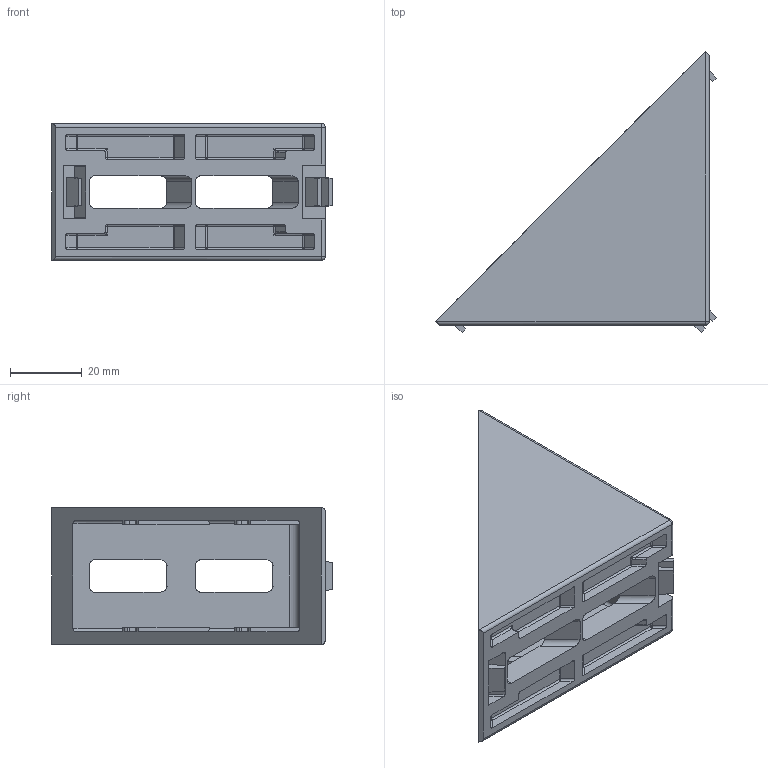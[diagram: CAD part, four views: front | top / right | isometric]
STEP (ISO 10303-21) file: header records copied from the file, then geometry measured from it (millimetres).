
FILE_DESCRIPTION (( 'STEP AP214' ), '1' );
FILE_NAME ('093w802n08r.STEP', '2014-08-20T13:36:49', ( '' ), ( '' ), 'SwSTEP 2.0', 'SolidWorks 2014', '' );
FILE_SCHEMA (( 'AUTOMOTIVE_DESIGN' ));
Length unit declared in the file: millimetre
Products named in the file (1): 093w802n08r
Bounding box: 78.04 x 78.04 x 38 mm (x, y, z)
Volume: 40725.1 mm3; surface area: 22938.6 mm2
Topology: 1 solids, 1 shells, 345 faces, 860 edges, 502 vertices
Faces by surface type: plane 146, cylinder 141, sphere 42, bspline 14, torus 2
Entity records: 10026 total; most frequent: CARTESIAN_POINT 2228, ORIENTED_EDGE 1660, DIRECTION 1580, EDGE_CURVE 830, LINE 528, VECTOR 528, AXIS2_PLACEMENT_3D 526, VERTEX_POINT 502
